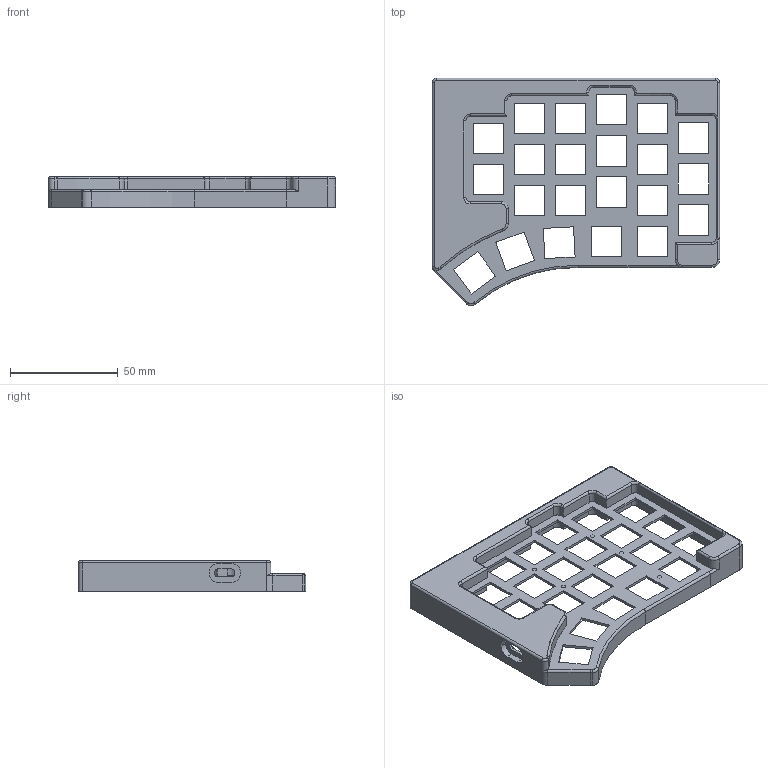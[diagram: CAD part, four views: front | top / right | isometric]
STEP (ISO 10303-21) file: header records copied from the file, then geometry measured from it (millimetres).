
FILE_DESCRIPTION(('HOOPS Exchange Step'),'2;1');
FILE_NAME('temp_export','2024-09-24T13:54:52+02:00',('anaumann'),('Shapr3D Limited'),'HOOPS Exchange 2024.2','Shapr3D','Authorized');
FILE_SCHEMA( ('AP242_MANAGED_MODEL_BASED_3D_ENGINEERING_MIM_LF {1 0 10303 442 1 1 4 }') );
Length unit declared in the file: millimetre
Products named in the file (1): CNC-Case
Bounding box: 132.95 x 105.56 x 14.1 mm (x, y, z)
Volume: 34319 mm3; surface area: 29318.4 mm2
Topology: 1 solids, 1 shells, 321 faces, 876 edges, 572 vertices
Faces by surface type: plane 203, cylinder 96, torus 22
Full cylindrical faces by diameter (mm): 1.8 x1, 2 x3, 2.2 x5, 3.6 x3
Entity records: 10362 total; most frequent: CARTESIAN_POINT 1945, ORIENTED_EDGE 1752, DIRECTION 1718, EDGE_CURVE 876, VECTOR 644, LINE 644, VERTEX_POINT 572, AXIS2_PLACEMENT_3D 537
